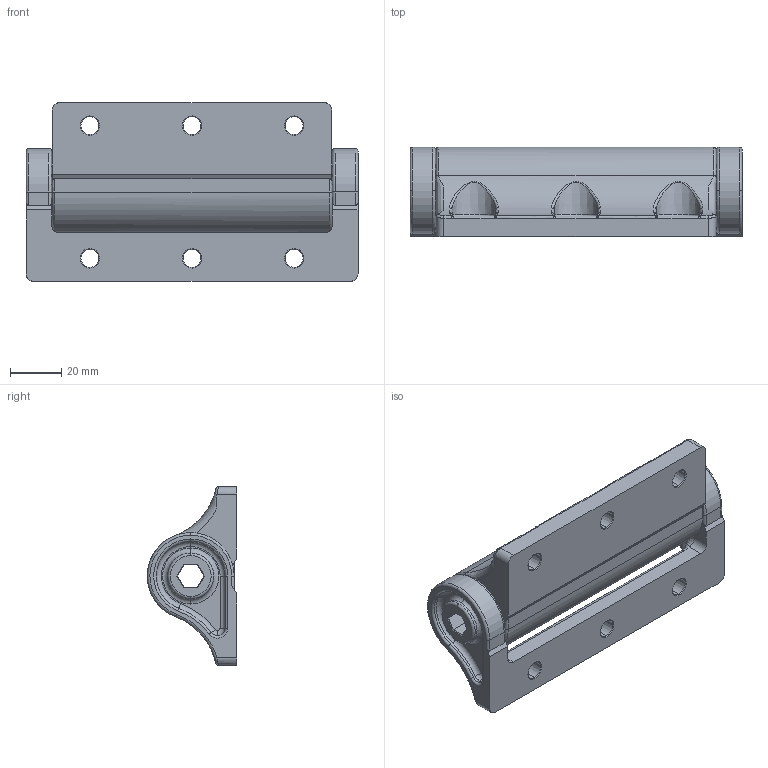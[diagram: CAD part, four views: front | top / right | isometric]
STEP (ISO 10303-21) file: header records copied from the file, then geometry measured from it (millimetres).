
FILE_DESCRIPTION (( 'STEP AP203' ), '1' );
FILE_NAME ('B-879-0H.STEP', '2013-08-01T04:05:35', ( '11sw' ), ( 'タキゲン製造株式会社' ), 'SwSTEP 2.0', 'SolidWorks 2012', '' );
FILE_SCHEMA (( 'CONFIG_CONTROL_DESIGN' ));
Length unit declared in the file: millimetre
Products named in the file (3): B-879-0H; 羽根; ケース
Assembly tree (2 placements, depth 2):
  B-879-0H
    ケース
    羽根
Bounding box: 130 x 35 x 70 mm (x, y, z)
Volume: 99068.3 mm3; surface area: 42162.6 mm2
Topology: 2 solids, 2 shells, 383 faces, 960 edges, 583 vertices
Faces by surface type: plane 177, cone 67, torus 45, cylinder 44, bspline 42, sphere 8
Entity records: 15773 total; most frequent: CARTESIAN_POINT 6837, ORIENTED_EDGE 1916, DIRECTION 1665, EDGE_CURVE 958, AXIS2_PLACEMENT_3D 601, VERTEX_POINT 583, VECTOR 463, LINE 463
